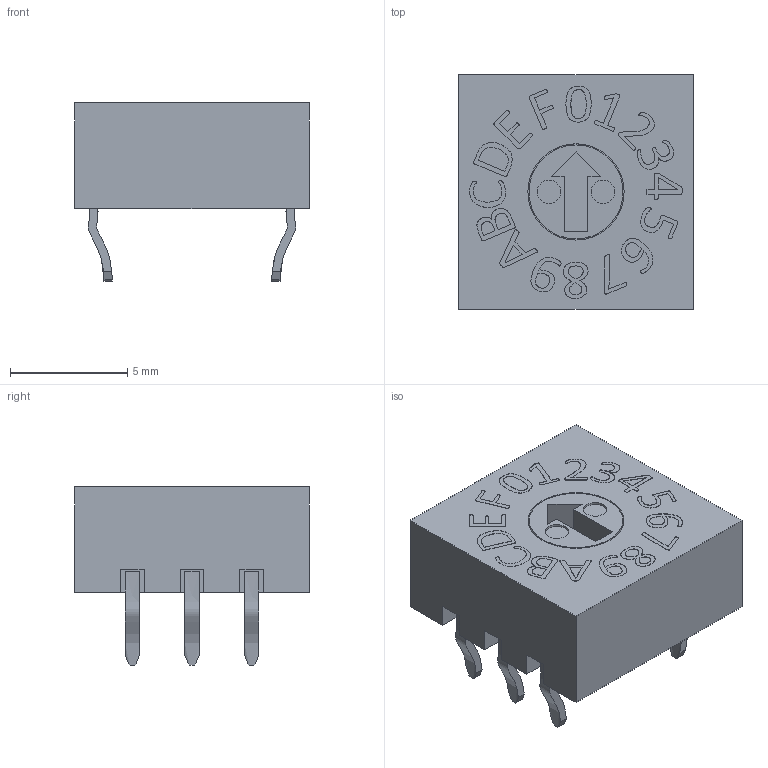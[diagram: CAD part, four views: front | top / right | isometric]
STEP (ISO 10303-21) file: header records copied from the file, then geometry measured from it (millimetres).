
FILE_DESCRIPTION(('FreeCAD Model'),'2;1');
FILE_NAME('8421C.step', '2020-04-11T20:42:20',('Author'),(''), 'Open CASCADE STEP processor 7.3','FreeCAD','Unknown');
FILE_SCHEMA(('AUTOMOTIVE_DESIGN { 1 0 10303 214 1 1 1 1 }'));
Length unit declared in the file: millimetre
Products named in the file (31): Main; Extrude4; Extrude5; Extrude6; Extrude9; ExtrudeA; Circle; Rotary; Leg4; LegC1; Leg1; Extrude8; Extrude7; ExtrudeB; ExtrudeC; ExtrudeD; ExtrudeF; Extrude2; Extrude1; ExtrudeE; Extrude0; Extrude3; ExtrudePin8; ExtrudePin1; ExtrudePinC1; ExtrudePinC2; ExtrudePin4; ExtrudePin2; Leg2; LegC2; Leg8
Bounding box: 10 x 10 x 7.61 mm (x, y, z)
Volume: 438.7 mm3; surface area: 568 mm2
Topology: 30 solids, 30 shells, 1154 faces, 3262 edges, 2175 vertices
Faces by surface type: extrusion 896, plane 239, bspline 14, cylinder 5
Full cylindrical faces by diameter (mm): 1 x3, 4 x1, 4.1 x1
Entity records: 41858 total; most frequent: CARTESIAN_POINT 15059, ORIENTED_EDGE 6522, EDGE_CURVE 3261, DIRECTION 2786, B_SPLINE_CURVE_WITH_KNOTS 2769, VECTOR 2274, VERTEX_POINT 2174, LINE 1378
